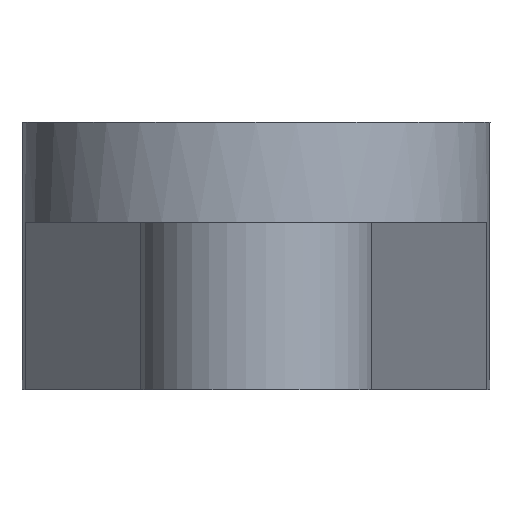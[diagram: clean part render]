
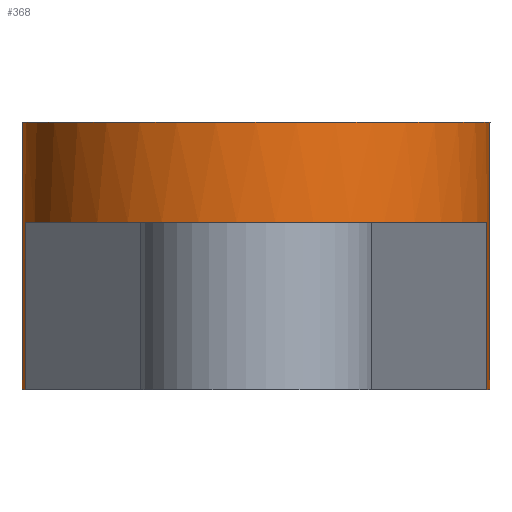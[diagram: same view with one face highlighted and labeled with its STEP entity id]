
A CAD part, left-side view. The second image highlights one B-rep face of the part: STEP entity #368.
In plain terms, the highlighted cylindrical face has radius 35 mm (diameter 70 mm), a partial arc.
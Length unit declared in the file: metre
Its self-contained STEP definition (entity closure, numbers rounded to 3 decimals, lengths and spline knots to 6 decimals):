
#25=CIRCLE('',#402,0.035);
#26=CIRCLE('',#403,0.035);
#27=CIRCLE('',#404,0.035);
#28=CIRCLE('',#405,0.035);
#41=ORIENTED_EDGE('',*,*,#145,.F.);
#42=ORIENTED_EDGE('',*,*,#146,.T.);
#43=ORIENTED_EDGE('',*,*,#147,.T.);
#44=ORIENTED_EDGE('',*,*,#148,.T.);
#45=ORIENTED_EDGE('',*,*,#149,.F.);
#46=ORIENTED_EDGE('',*,*,#150,.F.);
#47=ORIENTED_EDGE('',*,*,#151,.T.);
#48=ORIENTED_EDGE('',*,*,#152,.T.);
#145=EDGE_CURVE('',#197,#198,#233,.T.);
#146=EDGE_CURVE('',#197,#199,#25,.T.);
#147=EDGE_CURVE('',#199,#200,#234,.T.);
#148=EDGE_CURVE('',#200,#201,#26,.T.);
#149=EDGE_CURVE('',#202,#201,#235,.T.);
#150=EDGE_CURVE('',#203,#202,#27,.T.);
#151=EDGE_CURVE('',#203,#204,#236,.T.);
#152=EDGE_CURVE('',#204,#198,#28,.T.);
#197=VERTEX_POINT('',#550);
#198=VERTEX_POINT('',#551);
#199=VERTEX_POINT('',#553);
#200=VERTEX_POINT('',#555);
#201=VERTEX_POINT('',#557);
#202=VERTEX_POINT('',#559);
#203=VERTEX_POINT('',#561);
#204=VERTEX_POINT('',#563);
#233=LINE('',#549,#269);
#234=LINE('',#554,#270);
#235=LINE('',#558,#271);
#236=LINE('',#562,#272);
#269=VECTOR('',#441,1.);
#270=VECTOR('',#444,1.);
#271=VECTOR('',#447,1.);
#272=VECTOR('',#450,1.);
#305=EDGE_LOOP('',(#41,#42,#43,#44,#45,#46,#47,#48));
#333=FACE_BOUND('',#305,.T.);
#361=CYLINDRICAL_SURFACE('',#401,0.035);
#368=ADVANCED_FACE('',(#333),#361,.T.);
#401=AXIS2_PLACEMENT_3D('',#548,#439,#440);
#402=AXIS2_PLACEMENT_3D('',#552,#442,#443);
#403=AXIS2_PLACEMENT_3D('',#556,#445,#446);
#404=AXIS2_PLACEMENT_3D('',#560,#448,#449);
#405=AXIS2_PLACEMENT_3D('',#564,#451,#452);
#439=DIRECTION('',(0.,0.,-1.));
#440=DIRECTION('',(-1.,0.,0.));
#441=DIRECTION('',(0.,0.,-1.));
#442=DIRECTION('',(0.,0.,1.));
#443=DIRECTION('',(1.,0.,0.));
#444=DIRECTION('',(0.,0.,-1.));
#445=DIRECTION('',(0.,0.,1.));
#446=DIRECTION('',(1.,0.,0.));
#447=DIRECTION('',(0.,0.,-1.));
#448=DIRECTION('',(0.,0.,1.));
#449=DIRECTION('',(1.,0.,0.));
#450=DIRECTION('',(0.,0.,-1.));
#451=DIRECTION('',(0.,0.,1.));
#452=DIRECTION('',(1.,0.,0.));
#548=CARTESIAN_POINT('',(0.,0.,0.04));
#549=CARTESIAN_POINT('',(-0.005698,0.034533,0.025));
#550=CARTESIAN_POINT('',(-0.005698,0.034533,0.025));
#551=CARTESIAN_POINT('',(-0.005698,0.034533,0.));
#552=CARTESIAN_POINT('',(0.,0.,0.025));
#553=CARTESIAN_POINT('',(-0.005698,-0.034533,0.025));
#554=CARTESIAN_POINT('',(-0.005698,-0.034533,0.025));
#555=CARTESIAN_POINT('',(-0.005698,-0.034533,0.));
#556=CARTESIAN_POINT('',(0.,0.,0.));
#557=CARTESIAN_POINT('',(0.005698,-0.034533,0.));
#558=CARTESIAN_POINT('',(0.005698,-0.034533,0.04));
#559=CARTESIAN_POINT('',(0.005698,-0.034533,0.04));
#560=CARTESIAN_POINT('',(0.,0.,0.04));
#561=CARTESIAN_POINT('',(0.005698,0.034533,0.04));
#562=CARTESIAN_POINT('',(0.005698,0.034533,0.04));
#563=CARTESIAN_POINT('',(0.005698,0.034533,0.));
#564=CARTESIAN_POINT('',(0.,0.,0.));
